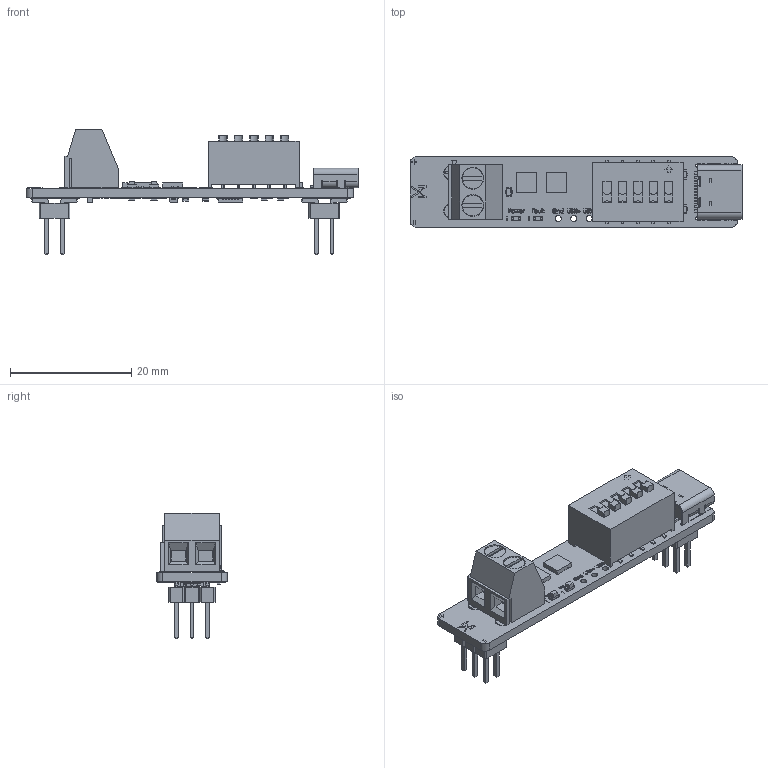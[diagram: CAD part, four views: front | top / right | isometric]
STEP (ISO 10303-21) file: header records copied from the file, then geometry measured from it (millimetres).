
FILE_DESCRIPTION(('KiCad electronic assembly'),'2;1');
FILE_NAME('STP_BrodBoost-PD.step','2025-04-08T23:30:50',('Pcbnew'),( 'Kicad'),'Open CASCADE STEP processor 7.8','KiCad to STEP converter' ,'Unknown');
FILE_SCHEMA(('AUTOMOTIVE_DESIGN { 1 0 10303 214 1 1 1 1 }'));
Length unit declared in the file: millimetre
Products named in the file (18): STP_BrodBoost-PD 1; TerminalBlock_Phoenix_MKDS-1,5-2_1x02_P5.00mm_Horizontal; C_0603_1608Metric; Diodes_PowerDI3333-8; LED_0603_1608Metric; SW_DIP_SPSTx05_Slide_9.78x14.88mm_W8.61mm_P2.54mm; Type-C 16P; C_0402_1005Metric; R_0402_1005Metric; D_SOD-323F; PinHeader_2x03_P2.54mm_Vertical_SMD; CYPD3177-24LQXQ; Body; ThermalPin; PinsArrayLR; PinsArrayTB; BrodBoost-PD_silkscreen; BrodBoost-PD_PCB
Assembly tree (40 placements, depth 3):
  STP_BrodBoost-PD 1
    TerminalBlock_Phoenix_MKDS-1,5-2_1x02_P5.00mm_Horizontal
    C_0603_1608Metric  x3
    Diodes_PowerDI3333-8  x2
    LED_0603_1608Metric  x2
    SW_DIP_SPSTx05_Slide_9.78x14.88mm_W8.61mm_P2.54mm
    Type-C 16P
    C_0402_1005Metric  x6
    R_0402_1005Metric  x14
    D_SOD-323F
    PinHeader_2x03_P2.54mm_Vertical_SMD  x2
    CYPD3177-24LQXQ
      Body
      ThermalPin
      PinsArrayLR
      PinsArrayTB
    BrodBoost-PD_silkscreen
    BrodBoost-PD_PCB
Bounding box: 54.76 x 11.6 x 20.71 mm (x, y, z)
Volume: 2914.3 mm3; surface area: 4364.1 mm2
Topology: 60 solids, 196 shells, 1965 faces, 6611 edges, 4972 vertices
Faces by surface type: plane 1458, cylinder 404, bspline 99, torus 4
Full cylindrical faces by diameter (mm): 0.5 x1, 0.65 x2, 1 x3, 1.3 x2
Entity records: 56719 total; most frequent: CARTESIAN_POINT 10252, DIRECTION 7596, ORIENTED_EDGE 7403, EDGE_CURVE 4620, VERTEX_POINT 3670, LINE 3452, VECTOR 3452, AXIS2_PLACEMENT_3D 2072
